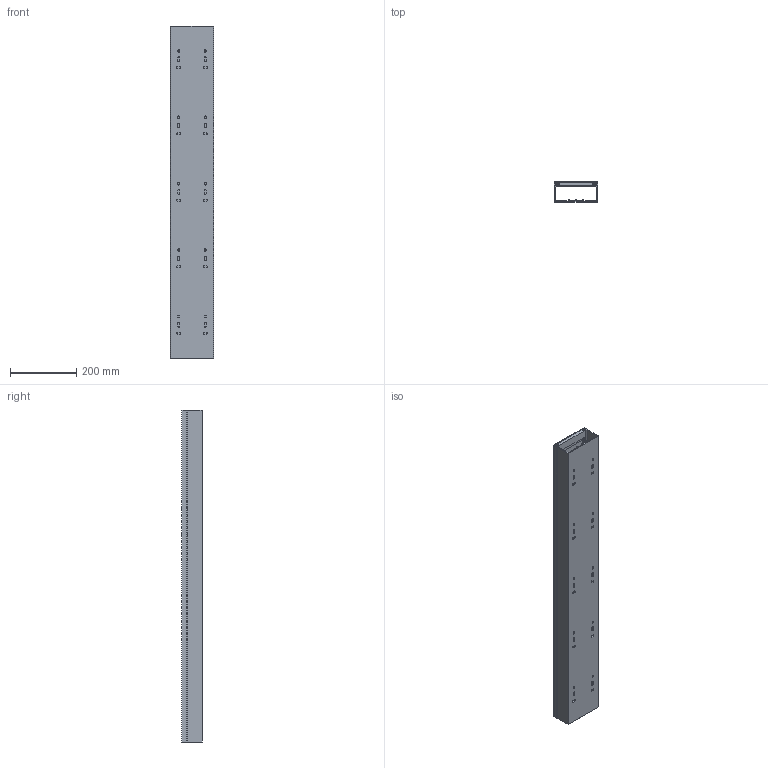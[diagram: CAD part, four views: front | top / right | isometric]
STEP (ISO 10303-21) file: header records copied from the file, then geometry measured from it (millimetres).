
FILE_DESCRIPTION (( 'STEP AP214' ), '1' );
FILE_NAME ('6021859.stp', '2021-11-08T08:57:34', ( '' ), ( '' ), 'SwSTEP 2.0', 'SolidWorks 2020', '' );
FILE_SCHEMA (( 'AUTOMOTIVE_DESIGN' ));
Length unit declared in the file: millimetre
Products named in the file (4): WDK 01.002-030; 6021859; WDK 01.003-014; WDK 03.001-004
Assembly tree (4 placements, depth 2):
  6021859
    WDK 01.002-030
    WDK 01.003-014
    WDK 03.001-004  x2
Bounding box: 129.6 x 60.8 x 1000 mm (x, y, z)
Volume: 1048900.7 mm3; surface area: 915744.9 mm2
Topology: 4 solids, 4 shells, 246 faces, 714 edges, 476 vertices
Faces by surface type: plane 169, cylinder 77
Entity records: 7760 total; most frequent: CARTESIAN_POINT 1333, ORIENTED_EDGE 1320, DIRECTION 1280, EDGE_CURVE 660, LINE 506, VECTOR 506, VERTEX_POINT 440, AXIS2_PLACEMENT_3D 387
